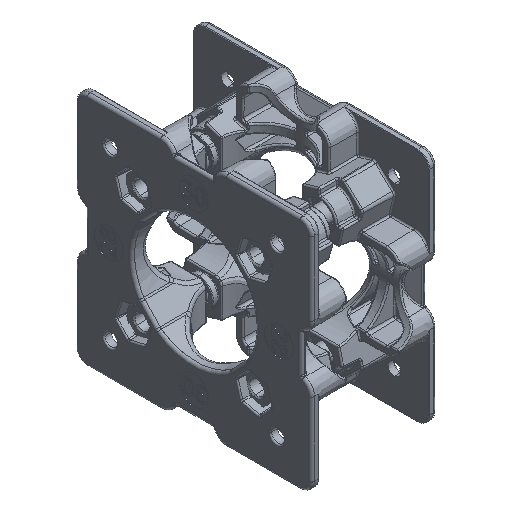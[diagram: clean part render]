
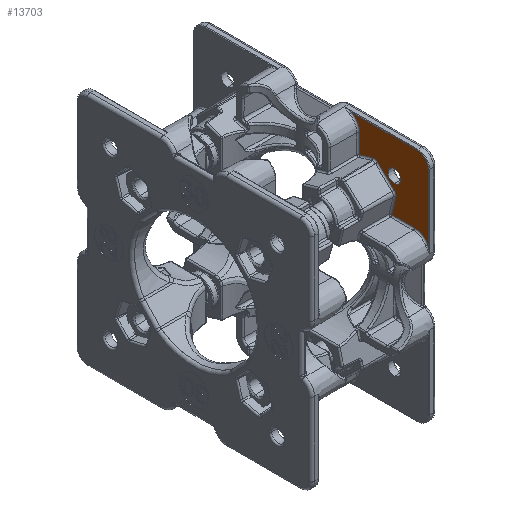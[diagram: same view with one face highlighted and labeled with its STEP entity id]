
A CAD part, isometric view. The second image highlights one B-rep face of the part: STEP entity #13703.
In plain terms, the highlighted face is planar.
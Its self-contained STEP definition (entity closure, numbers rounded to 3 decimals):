
#224 = VECTOR ( 'NONE', #64265, 1000. ) ;
#695 = ORIENTED_EDGE ( 'NONE', *, *, #47016, .T. ) ;
#1068 = CARTESIAN_POINT ( 'NONE',  ( 0., 17.4, 0. ) ) ;
#1896 = AXIS2_PLACEMENT_3D ( 'NONE', #25193, #61979, #30501 ) ;
#2098 = VECTOR ( 'NONE', #17632, 1000. ) ;
#3951 = VERTEX_POINT ( 'NONE', #65080 ) ;
#4595 = EDGE_LOOP ( 'NONE', ( #14554, #7083 ) ) ;
#5633 = EDGE_LOOP ( 'NONE', ( #11602, #11835, #33543, #39613, #12553, #55917, #695, #66757, #31319, #28851, #17136, #20344 ) ) ;
#6202 = CARTESIAN_POINT ( 'NONE',  ( -16.948, 17.4, -36. ) ) ;
#6365 = CIRCLE ( 'NONE', #46210, 2.209 ) ;
#7037 = DIRECTION ( 'NONE',  ( 0., 1., 0. ) ) ;
#7083 = ORIENTED_EDGE ( 'NONE', *, *, #52946, .T. ) ;
#7113 = VERTEX_POINT ( 'NONE', #19299 ) ;
#7115 = VERTEX_POINT ( 'NONE', #6202 ) ;
#7182 = DIRECTION ( 'NONE',  ( -0.724, 0., 0.69 ) ) ;
#7768 = DIRECTION ( 'NONE',  ( 1., 0., 0. ) ) ;
#7784 = VECTOR ( 'NONE', #7182, 1000. ) ;
#8437 = FACE_BOUND ( 'NONE', #4595, .T. ) ;
#8478 = LINE ( 'NONE', #55751, #36364 ) ;
#8850 = AXIS2_PLACEMENT_3D ( 'NONE', #38437, #7037, #43744 ) ;
#9247 = LINE ( 'NONE', #52932, #65631 ) ;
#10385 = DIRECTION ( 'NONE',  ( 0., 1., 0. ) ) ;
#10686 = VECTOR ( 'NONE', #35688, 1000. ) ;
#10778 = VERTEX_POINT ( 'NONE', #40095 ) ;
#11602 = ORIENTED_EDGE ( 'NONE', *, *, #64470, .T. ) ;
#11835 = ORIENTED_EDGE ( 'NONE', *, *, #45497, .T. ) ;
#12348 = VERTEX_POINT ( 'NONE', #60315 ) ;
#12553 = ORIENTED_EDGE ( 'NONE', *, *, #66134, .T. ) ;
#13170 = CARTESIAN_POINT ( 'NONE',  ( -16.948, 17.4, -29.424 ) ) ;
#13703 = ADVANCED_FACE ( 'NONE', ( #8437, #50327 ), #66861, .F. ) ;
#14020 = CIRCLE ( 'NONE', #1896, 5.491 ) ;
#14554 = ORIENTED_EDGE ( 'NONE', *, *, #56153, .T. ) ;
#17133 = CARTESIAN_POINT ( 'NONE',  ( -21.901, 17.4, -28.856 ) ) ;
#17136 = ORIENTED_EDGE ( 'NONE', *, *, #32225, .T. ) ;
#17561 = AXIS2_PLACEMENT_3D ( 'NONE', #1068, #66610, #66522 ) ;
#17632 = DIRECTION ( 'NONE',  ( -0.959, 0., -0.282 ) ) ;
#17810 = VERTEX_POINT ( 'NONE', #62281 ) ;
#17935 = LINE ( 'NONE', #28589, #44317 ) ;
#18640 = DIRECTION ( 'NONE',  ( 0., -1., 0. ) ) ;
#19099 = VERTEX_POINT ( 'NONE', #44803 ) ;
#19259 = CARTESIAN_POINT ( 'NONE',  ( -29., 17.4, -31.209 ) ) ;
#19299 = CARTESIAN_POINT ( 'NONE',  ( -40.803, 17.4, -37. ) ) ;
#20344 = ORIENTED_EDGE ( 'NONE', *, *, #25712, .T. ) ;
#20705 = VERTEX_POINT ( 'NONE', #62023 ) ;
#21494 = VERTEX_POINT ( 'NONE', #51547 ) ;
#21690 = CARTESIAN_POINT ( 'NONE',  ( -14.118, 17.4, -40.803 ) ) ;
#21888 = DIRECTION ( 'NONE',  ( -1., 0., 0. ) ) ;
#22355 = VERTEX_POINT ( 'NONE', #24245 ) ;
#22438 = DIRECTION ( 'NONE',  ( 0., 0., 1. ) ) ;
#23634 = EDGE_CURVE ( 'NONE', #7115, #61013, #8478, .T. ) ;
#23803 = VERTEX_POINT ( 'NONE', #21690 ) ;
#24245 = CARTESIAN_POINT ( 'NONE',  ( -29.559, 17.4, -22.904 ) ) ;
#24257 = DIRECTION ( 'NONE',  ( 0., 0., 1. ) ) ;
#25193 = CARTESIAN_POINT ( 'NONE',  ( -36., 17.4, -11.456 ) ) ;
#25712 = EDGE_CURVE ( 'NONE', #7113, #19099, #57185, .T. ) ;
#27692 = EDGE_CURVE ( 'NONE', #62634, #3951, #49647, .T. ) ;
#28353 = DIRECTION ( 'NONE',  ( 0., 1., 0. ) ) ;
#28426 = CARTESIAN_POINT ( 'NONE',  ( -23.241, 17.4, -30.263 ) ) ;
#28589 = CARTESIAN_POINT ( 'NONE',  ( 0., 17.4, -40.803 ) ) ;
#28851 = ORIENTED_EDGE ( 'NONE', *, *, #39656, .T. ) ;
#30204 = AXIS2_PLACEMENT_3D ( 'NONE', #59812, #28353, #65148 ) ;
#30501 = DIRECTION ( 'NONE',  ( 0., 0., 1. ) ) ;
#30681 = CARTESIAN_POINT ( 'NONE',  ( -27.671, 17.4, -23.361 ) ) ;
#31319 = ORIENTED_EDGE ( 'NONE', *, *, #34015, .T. ) ;
#32225 = EDGE_CURVE ( 'NONE', #10778, #7113, #66586, .T. ) ;
#33543 = ORIENTED_EDGE ( 'NONE', *, *, #23634, .T. ) ;
#34015 = EDGE_CURVE ( 'NONE', #17810, #20705, #9247, .T. ) ;
#35688 = DIRECTION ( 'NONE',  ( 0., 0., -1. ) ) ;
#35937 = EDGE_CURVE ( 'NONE', #61013, #12348, #42366, .T. ) ;
#35968 = DIRECTION ( 'NONE',  ( 0., 0., 1. ) ) ;
#36327 = CIRCLE ( 'NONE', #8850, 5.491 ) ;
#36364 = VECTOR ( 'NONE', #24257, 1000. ) ;
#38124 = CIRCLE ( 'NONE', #30204, 2.209 ) ;
#38437 = CARTESIAN_POINT ( 'NONE',  ( -11.456, 17.4, -36. ) ) ;
#39613 = ORIENTED_EDGE ( 'NONE', *, *, #35937, .T. ) ;
#39656 = EDGE_CURVE ( 'NONE', #20705, #10778, #14020, .T. ) ;
#40095 = CARTESIAN_POINT ( 'NONE',  ( -40.803, 17.4, -14.118 ) ) ;
#41880 = CARTESIAN_POINT ( 'NONE',  ( -29., 17.4, -29. ) ) ;
#42366 = LINE ( 'NONE', #65253, #2098 ) ;
#43744 = DIRECTION ( 'NONE',  ( 0., 0., 1. ) ) ;
#44317 = VECTOR ( 'NONE', #7768, 1000. ) ;
#44465 = VERTEX_POINT ( 'NONE', #19259 ) ;
#44568 = AXIS2_PLACEMENT_3D ( 'NONE', #30681, #67449, #35968 ) ;
#44803 = CARTESIAN_POINT ( 'NONE',  ( -37., 17.4, -40.803 ) ) ;
#45093 = EDGE_CURVE ( 'NONE', #22355, #17810, #54464, .T. ) ;
#45497 = EDGE_CURVE ( 'NONE', #23803, #7115, #36327, .T. ) ;
#46210 = AXIS2_PLACEMENT_3D ( 'NONE', #41880, #10385, #47145 ) ;
#46885 = CIRCLE ( 'NONE', #44568, 1.943 ) ;
#47016 = EDGE_CURVE ( 'NONE', #3951, #22355, #46885, .T. ) ;
#47145 = DIRECTION ( 'NONE',  ( 0., 0., 1. ) ) ;
#49647 = LINE ( 'NONE', #59721, #7784 ) ;
#50174 = CARTESIAN_POINT ( 'NONE',  ( -37., 17.4, -37. ) ) ;
#50327 = FACE_OUTER_BOUND ( 'NONE', #5633, .T. ) ;
#51547 = CARTESIAN_POINT ( 'NONE',  ( -29., 17.4, -26.791 ) ) ;
#52511 = AXIS2_PLACEMENT_3D ( 'NONE', #50174, #18640, #55443 ) ;
#52932 = CARTESIAN_POINT ( 'NONE',  ( -36., 17.4, -16.948 ) ) ;
#52946 = EDGE_CURVE ( 'NONE', #44465, #21494, #38124, .T. ) ;
#53929 = DIRECTION ( 'NONE',  ( 0., 1., 0. ) ) ;
#54464 = LINE ( 'NONE', #59397, #224 ) ;
#55443 = DIRECTION ( 'NONE',  ( 0., 0., 1. ) ) ;
#55751 = CARTESIAN_POINT ( 'NONE',  ( -16.948, 17.4, -29.279 ) ) ;
#55917 = ORIENTED_EDGE ( 'NONE', *, *, #27692, .T. ) ;
#56153 = EDGE_CURVE ( 'NONE', #21494, #44465, #6365, .T. ) ;
#57185 = CIRCLE ( 'NONE', #52511, 3.803 ) ;
#59397 = CARTESIAN_POINT ( 'NONE',  ( -27.971, 17.4, -16.342 ) ) ;
#59721 = CARTESIAN_POINT ( 'NONE',  ( -29.01, 17.4, -24.768 ) ) ;
#59812 = CARTESIAN_POINT ( 'NONE',  ( -29., 17.4, -29. ) ) ;
#60315 = CARTESIAN_POINT ( 'NONE',  ( -21.353, 17.4, -30.72 ) ) ;
#61013 = VERTEX_POINT ( 'NONE', #13170 ) ;
#61698 = AXIS2_PLACEMENT_3D ( 'NONE', #17133, #53929, #22438 ) ;
#61979 = DIRECTION ( 'NONE',  ( 0., 1., 0. ) ) ;
#62023 = CARTESIAN_POINT ( 'NONE',  ( -36., 17.4, -16.948 ) ) ;
#62281 = CARTESIAN_POINT ( 'NONE',  ( -28.117, 17.4, -16.948 ) ) ;
#62634 = VERTEX_POINT ( 'NONE', #28426 ) ;
#64265 = DIRECTION ( 'NONE',  ( 0.235, 0., 0.972 ) ) ;
#64470 = EDGE_CURVE ( 'NONE', #19099, #23803, #17935, .T. ) ;
#65080 = CARTESIAN_POINT ( 'NONE',  ( -29.01, 17.4, -24.768 ) ) ;
#65148 = DIRECTION ( 'NONE',  ( 0., 0., 1. ) ) ;
#65253 = CARTESIAN_POINT ( 'NONE',  ( -21.353, 17.4, -30.72 ) ) ;
#65549 = CIRCLE ( 'NONE', #61698, 1.943 ) ;
#65631 = VECTOR ( 'NONE', #21888, 1000. ) ;
#66134 = EDGE_CURVE ( 'NONE', #12348, #62634, #65549, .T. ) ;
#66522 = DIRECTION ( 'NONE',  ( 0., 0., 1. ) ) ;
#66586 = LINE ( 'NONE', #67155, #10686 ) ;
#66610 = DIRECTION ( 'NONE',  ( 0., 1., 0. ) ) ;
#66757 = ORIENTED_EDGE ( 'NONE', *, *, #45093, .T. ) ;
#66861 = PLANE ( 'NONE',  #17561 ) ;
#67155 = CARTESIAN_POINT ( 'NONE',  ( -40.803, 17.4, 0. ) ) ;
#67449 = DIRECTION ( 'NONE',  ( 0., 1., 0. ) ) ;
